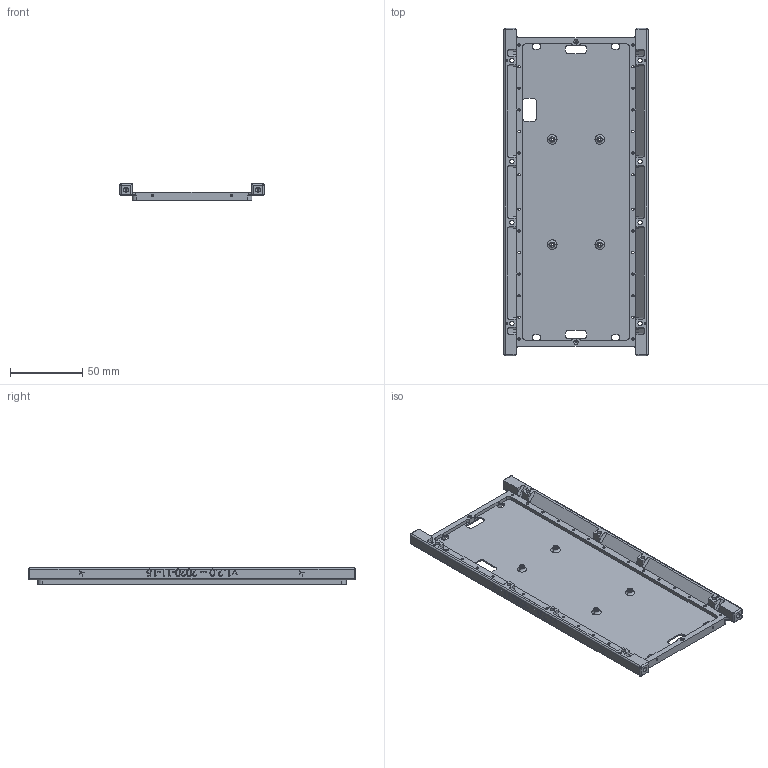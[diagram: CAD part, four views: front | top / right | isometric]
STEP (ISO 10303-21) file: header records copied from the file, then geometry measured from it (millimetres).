
FILE_DESCRIPTION (( 'STEP AP214' ), '1' );
FILE_NAME ('minusX_Frame.STEP', '2020-11-15T18:56:20', ( '' ), ( '' ), 'SwSTEP 2.0', 'SolidWorks 2020', '' );
FILE_SCHEMA (( 'AUTOMOTIVE_DESIGN' ));
Length unit declared in the file: millimetre
Products named in the file (1): minusX_Frame
Bounding box: 100 x 227 x 11.5 mm (x, y, z)
Volume: 60811.1 mm3; surface area: 57449.8 mm2
Topology: 1 solids, 1 shells, 920 faces, 2486 edges, 1598 vertices
Faces by surface type: plane 462, cylinder 296, bspline 122, cone 16, torus 12, sphere 12
Entity records: 42492 total; most frequent: CARTESIAN_POINT 19091, ORIENTED_EDGE 4940, DIRECTION 4184, EDGE_CURVE 2470, VERTEX_POINT 1598, VECTOR 1458, LINE 1458, AXIS2_PLACEMENT_3D 1363
